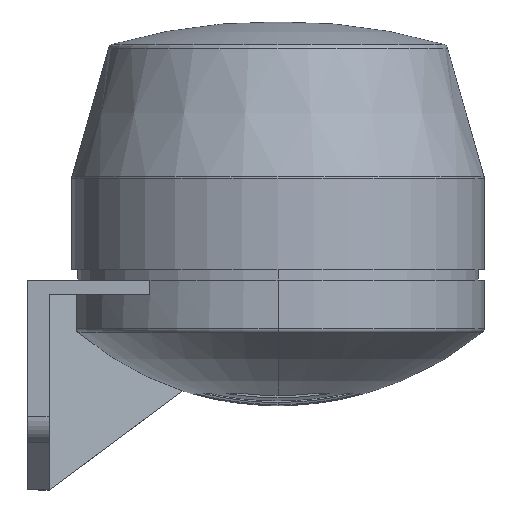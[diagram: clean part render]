
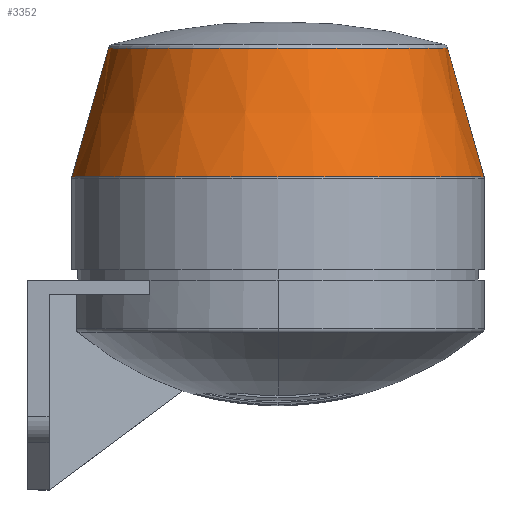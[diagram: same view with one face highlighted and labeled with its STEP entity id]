
A CAD part, left-side view. The second image highlights one B-rep face of the part: STEP entity #3352.
In plain terms, the highlighted conical face has half-angle 15.808 degrees and reference radius 34.891 mm.
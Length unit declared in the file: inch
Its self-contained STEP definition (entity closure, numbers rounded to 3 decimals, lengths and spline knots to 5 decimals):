
#270 = VERTEX_POINT ( 'NONE', #3686 ) ;
#283 = VECTOR ( 'NONE', #3816, 39.37008 ) ;
#285 = DIRECTION ( 'NONE',  ( 0., -1., 0. ) ) ;
#410 = ORIENTED_EDGE ( 'NONE', *, *, #1143, .T. ) ;
#651 = CARTESIAN_POINT ( 'NONE',  ( 0., 0.61968, -1.37368 ) ) ;
#822 = EDGE_CURVE ( 'NONE', #270, #3164, #1570, .T. ) ;
#868 = DIRECTION ( 'NONE',  ( 0., -1., 0. ) ) ;
#1143 = EDGE_CURVE ( 'NONE', #3164, #2944, #3793, .T. ) ;
#1340 = CARTESIAN_POINT ( 'NONE',  ( 0., 0.61968, 0. ) ) ;
#1418 = ORIENTED_EDGE ( 'NONE', *, *, #822, .T. ) ;
#1570 = CIRCLE ( 'NONE', #3147, 1.13027 ) ;
#1636 = CARTESIAN_POINT ( 'NONE',  ( 0., 0.61968, 1.37368 ) ) ;
#1676 = DIRECTION ( 'NONE',  ( 0., 0., -1. ) ) ;
#1751 = CARTESIAN_POINT ( 'NONE',  ( 0., 0.61968, -1.37368 ) ) ;
#1928 = ORIENTED_EDGE ( 'NONE', *, *, #3582, .F. ) ;
#2026 = CIRCLE ( 'NONE', #3438, 1.37368 ) ;
#2195 = AXIS2_PLACEMENT_3D ( 'NONE', #2484, #285, #3411 ) ;
#2326 = EDGE_CURVE ( 'NONE', #270, #2961, #2692, .T. ) ;
#2385 = CARTESIAN_POINT ( 'NONE',  ( 0., 1.47937, -1.13027 ) ) ;
#2484 = CARTESIAN_POINT ( 'NONE',  ( 0., 0.61968, 0. ) ) ;
#2514 = CONICAL_SURFACE ( 'NONE', #2195, 1.37368, 0.276 ) ;
#2623 = ORIENTED_EDGE ( 'NONE', *, *, #2326, .F. ) ;
#2692 = LINE ( 'NONE', #1636, #283 ) ;
#2696 = DIRECTION ( 'NONE',  ( 0., -0.962, -0.272 ) ) ;
#2776 = CARTESIAN_POINT ( 'NONE',  ( 0., 1.47937, 0. ) ) ;
#2845 = EDGE_LOOP ( 'NONE', ( #2623, #1418, #410, #1928 ) ) ;
#2944 = VERTEX_POINT ( 'NONE', #651 ) ;
#2961 = VERTEX_POINT ( 'NONE', #3796 ) ;
#3073 = DIRECTION ( 'NONE',  ( 0., 0., -1. ) ) ;
#3147 = AXIS2_PLACEMENT_3D ( 'NONE', #2776, #868, #3073 ) ;
#3164 = VERTEX_POINT ( 'NONE', #2385 ) ;
#3352 = ADVANCED_FACE ( 'NONE', ( #3437 ), #2514, .T. ) ;
#3411 = DIRECTION ( 'NONE',  ( 0., 0., -1. ) ) ;
#3437 = FACE_OUTER_BOUND ( 'NONE', #2845, .T. ) ;
#3438 = AXIS2_PLACEMENT_3D ( 'NONE', #1340, #3536, #1676 ) ;
#3536 = DIRECTION ( 'NONE',  ( 0., -1., 0. ) ) ;
#3582 = EDGE_CURVE ( 'NONE', #2961, #2944, #2026, .T. ) ;
#3686 = CARTESIAN_POINT ( 'NONE',  ( 0., 1.47937, 1.13027 ) ) ;
#3793 = LINE ( 'NONE', #1751, #3967 ) ;
#3796 = CARTESIAN_POINT ( 'NONE',  ( 0., 0.61968, 1.37368 ) ) ;
#3816 = DIRECTION ( 'NONE',  ( 0., -0.962, 0.272 ) ) ;
#3967 = VECTOR ( 'NONE', #2696, 39.37008 ) ;
